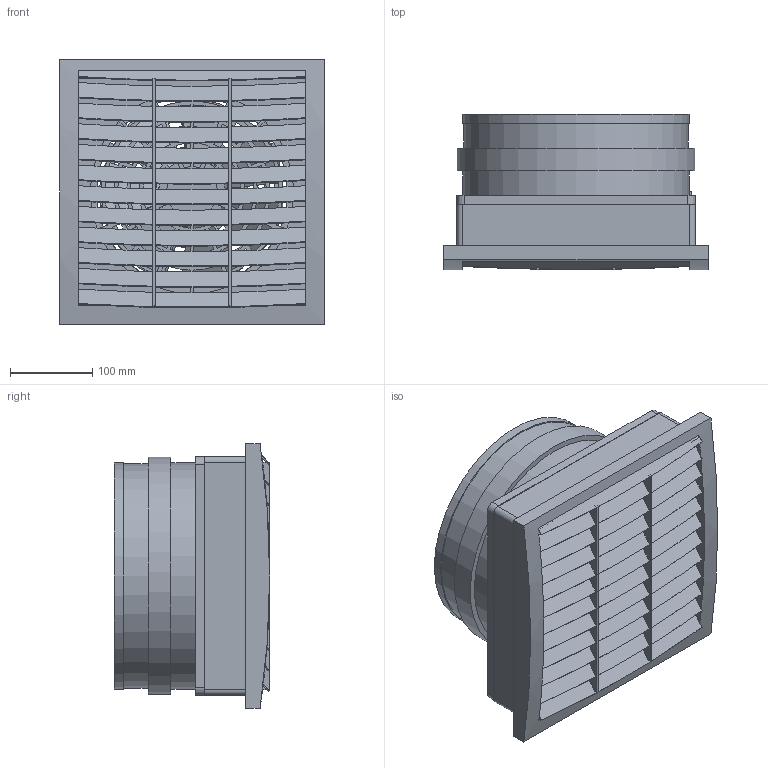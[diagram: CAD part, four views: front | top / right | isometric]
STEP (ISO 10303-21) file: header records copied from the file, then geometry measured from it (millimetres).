
FILE_DESCRIPTION (( 'STEP AP214' ), '1' );
FILE_NAME ('018849-40.STEP', '2019-08-05T11:39:28', ( '' ), ( '' ), 'SwSTEP 2.0', 'SolidWorks 2018', '' );
FILE_SCHEMA (( 'AUTOMOTIVE_DESIGN' ));
Length unit declared in the file: inch
Products named in the file (1): 018849-40
Bounding box: 322 x 189 x 322 mm (x, y, z)
Volume: 4534614.3 mm3; surface area: 893740.2 mm2
Topology: 1 solids, 1 shells, 831 faces, 2492 edges, 1633 vertices
Faces by surface type: plane 477, cylinder 354
Full cylindrical faces by diameter (mm): 25 x1, 81.2 x1, 232 x1, 272.745 x1, 275.5 x2
Entity records: 28754 total; most frequent: CARTESIAN_POINT 5026, ORIENTED_EDGE 4962, DIRECTION 4916, EDGE_CURVE 2481, VECTOR 1654, LINE 1654, AXIS2_PLACEMENT_3D 1631, VERTEX_POINT 1629
